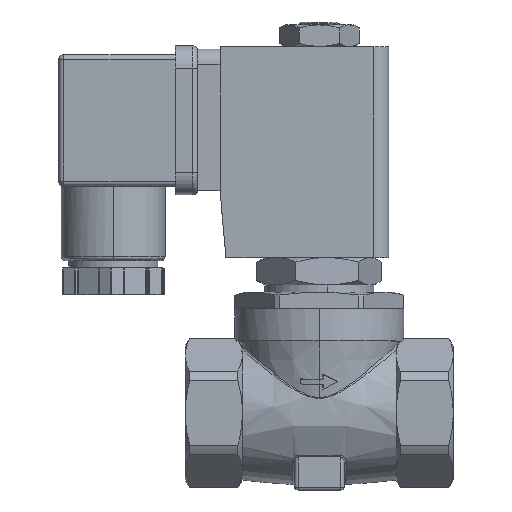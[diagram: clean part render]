
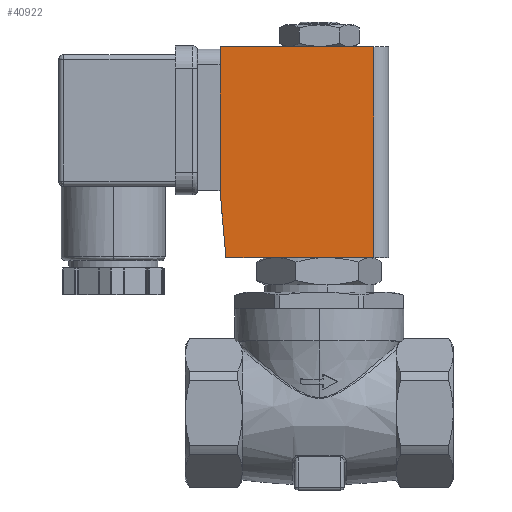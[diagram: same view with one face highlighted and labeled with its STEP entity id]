
A CAD part, top view. The second image highlights one B-rep face of the part: STEP entity #40922.
In plain terms, the highlighted face is planar.
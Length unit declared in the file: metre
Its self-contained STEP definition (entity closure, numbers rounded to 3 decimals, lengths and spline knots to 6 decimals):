
#352 = VERTEX_POINT ( 'NONE', #6718 ) ;
#930 = VECTOR ( 'NONE', #5460, 1. ) ;
#1499 = ORIENTED_EDGE ( 'NONE', *, *, #20616, .F. ) ;
#1854 = CARTESIAN_POINT ( 'NONE',  ( 0.014, -0.0145, 0.0425 ) ) ;
#2856 = ORIENTED_EDGE ( 'NONE', *, *, #18491, .F. ) ;
#5399 = DIRECTION ( 'NONE',  ( 1., 0., 0. ) ) ;
#5460 = DIRECTION ( 'NONE',  ( 0., 0., -1. ) ) ;
#6718 = CARTESIAN_POINT ( 'NONE',  ( -0.017, -0.0145, 0.0135 ) ) ;
#7733 = VERTEX_POINT ( 'NONE', #37161 ) ;
#7893 = VECTOR ( 'NONE', #20500, 1. ) ;
#7986 = FACE_OUTER_BOUND ( 'NONE', #23769, .T. ) ;
#9106 = VERTEX_POINT ( 'NONE', #42769 ) ;
#9268 = VECTOR ( 'NONE', #42869, 1. ) ;
#15666 = LINE ( 'NONE', #43774, #7893 ) ;
#16135 = ORIENTED_EDGE ( 'NONE', *, *, #47920, .F. ) ;
#18491 = EDGE_CURVE ( 'NONE', #37530, #44293, #28470, .T. ) ;
#20500 = DIRECTION ( 'NONE',  ( -0.087, 0., 0.996 ) ) ;
#20616 = EDGE_CURVE ( 'NONE', #7733, #352, #15666, .T. ) ;
#23769 = EDGE_LOOP ( 'NONE', ( #1499, #40612, #49911, #2856, #16135 ) ) ;
#23871 = DIRECTION ( 'NONE',  ( 0., 0., 1. ) ) ;
#25132 = CARTESIAN_POINT ( 'NONE',  ( -0.017, -0.0145, 0.0425 ) ) ;
#28470 = LINE ( 'NONE', #47946, #31414 ) ;
#28499 = EDGE_CURVE ( 'NONE', #9106, #7733, #31148, .T. ) ;
#30173 = CARTESIAN_POINT ( 'NONE',  ( 0.014, -0.0145, 0.0425 ) ) ;
#31148 = LINE ( 'NONE', #35436, #9268 ) ;
#31414 = VECTOR ( 'NONE', #5399, 1. ) ;
#32042 = LINE ( 'NONE', #43267, #38345 ) ;
#32801 = PLANE ( 'NONE',  #49947 ) ;
#35436 = CARTESIAN_POINT ( 'NONE',  ( -0.017, -0.0145, 0. ) ) ;
#37161 = CARTESIAN_POINT ( 'NONE',  ( -0.015819, -0.0145, 0. ) ) ;
#37530 = VERTEX_POINT ( 'NONE', #38556 ) ;
#38345 = VECTOR ( 'NONE', #23871, 1. ) ;
#38556 = CARTESIAN_POINT ( 'NONE',  ( -0.017, -0.0145, 0.0425 ) ) ;
#40612 = ORIENTED_EDGE ( 'NONE', *, *, #28499, .F. ) ;
#40683 = DIRECTION ( 'NONE',  ( 0., 1., 0. ) ) ;
#40922 = ADVANCED_FACE ( 'NONE', ( #7986 ), #32801, .F. ) ;
#42500 = EDGE_CURVE ( 'NONE', #44293, #9106, #50552, .T. ) ;
#42769 = CARTESIAN_POINT ( 'NONE',  ( 0.014, -0.0145, 0. ) ) ;
#42869 = DIRECTION ( 'NONE',  ( -1., 0., 0. ) ) ;
#43267 = CARTESIAN_POINT ( 'NONE',  ( -0.017, -0.0145, 0.0425 ) ) ;
#43774 = CARTESIAN_POINT ( 'NONE',  ( -0.015819, -0.0145, 0. ) ) ;
#44293 = VERTEX_POINT ( 'NONE', #30173 ) ;
#45059 = DIRECTION ( 'NONE',  ( -1., 0., 0. ) ) ;
#47920 = EDGE_CURVE ( 'NONE', #352, #37530, #32042, .T. ) ;
#47946 = CARTESIAN_POINT ( 'NONE',  ( -0.017, -0.0145, 0.0425 ) ) ;
#49911 = ORIENTED_EDGE ( 'NONE', *, *, #42500, .F. ) ;
#49947 = AXIS2_PLACEMENT_3D ( 'NONE', #25132, #40683, #45059 ) ;
#50552 = LINE ( 'NONE', #1854, #930 ) ;
